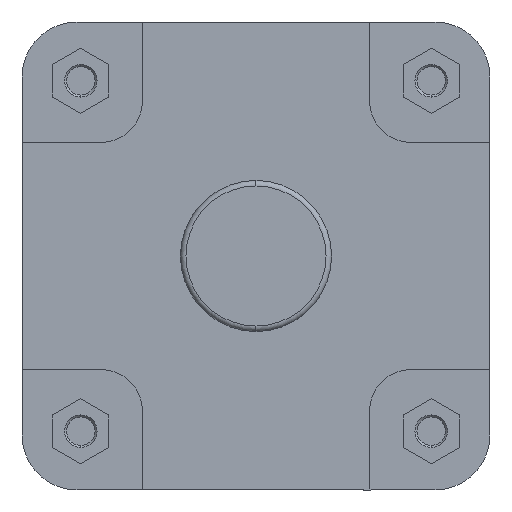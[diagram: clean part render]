
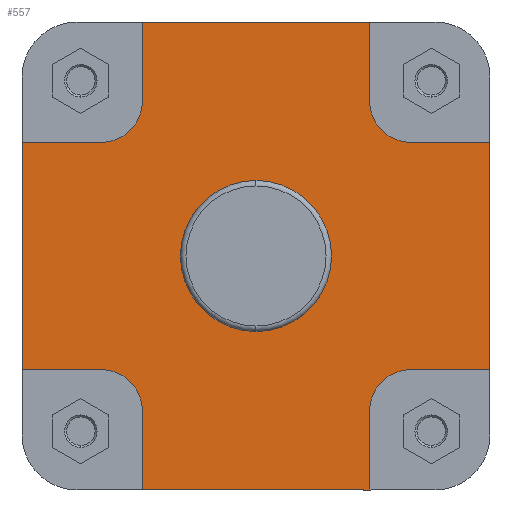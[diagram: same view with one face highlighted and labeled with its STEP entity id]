
A CAD part, left-side view. The second image highlights one B-rep face of the part: STEP entity #557.
In plain terms, the highlighted planar face has unit normal (-1, 0, 0).
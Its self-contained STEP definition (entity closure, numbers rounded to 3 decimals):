
#180 = EDGE_CURVE ( 'NONE', #1977, #1979, #4615, .T. ) ;
#228 = EDGE_CURVE ( 'NONE', #1979, #1977, #4698, .T. ) ;
#246 = EDGE_CURVE ( 'NONE', #2083, #2081, #4725, .T. ) ;
#247 = EDGE_CURVE ( 'NONE', #2085, #2083, #4724, .T. ) ;
#248 = EDGE_CURVE ( 'NONE', #2078, #2080, #4720, .T. ) ;
#249 = EDGE_CURVE ( 'NONE', #2081, #2080, #4713, .T. ) ;
#250 = EDGE_CURVE ( 'NONE', #2085, #2087, #4722, .T. ) ;
#251 = EDGE_CURVE ( 'NONE', #2088, #2087, #4731, .T. ) ;
#252 = EDGE_CURVE ( 'NONE', #2090, #2088, #4735, .T. ) ;
#253 = EDGE_CURVE ( 'NONE', #2092, #2090, #4734, .T. ) ;
#254 = EDGE_CURVE ( 'NONE', #2094, #2092, #4733, .T. ) ;
#255 = EDGE_CURVE ( 'NONE', #2095, #2094, #4738, .T. ) ;
#256 = EDGE_CURVE ( 'NONE', #2097, #2095, #4742, .T. ) ;
#257 = EDGE_CURVE ( 'NONE', #2099, #2097, #4741, .T. ) ;
#258 = EDGE_CURVE ( 'NONE', #2100, #2099, #4740, .T. ) ;
#259 = EDGE_CURVE ( 'NONE', #2101, #2100, #4745, .T. ) ;
#260 = EDGE_CURVE ( 'NONE', #2103, #2101, #4750, .T. ) ;
#261 = EDGE_CURVE ( 'NONE', #2078, #2103, #4749, .T. ) ;
#557 = ADVANCED_FACE ( 'NONE', ( #1143, #1141 ), #5844, .F. ) ;
#692 = ORIENTED_EDGE ( 'NONE', *, *, #261, .F. ) ;
#741 = ORIENTED_EDGE ( 'NONE', *, *, #260, .F. ) ;
#742 = ORIENTED_EDGE ( 'NONE', *, *, #259, .F. ) ;
#743 = ORIENTED_EDGE ( 'NONE', *, *, #258, .F. ) ;
#744 = ORIENTED_EDGE ( 'NONE', *, *, #257, .F. ) ;
#745 = ORIENTED_EDGE ( 'NONE', *, *, #256, .F. ) ;
#746 = ORIENTED_EDGE ( 'NONE', *, *, #255, .F. ) ;
#747 = ORIENTED_EDGE ( 'NONE', *, *, #254, .F. ) ;
#748 = ORIENTED_EDGE ( 'NONE', *, *, #253, .F. ) ;
#749 = ORIENTED_EDGE ( 'NONE', *, *, #252, .F. ) ;
#750 = ORIENTED_EDGE ( 'NONE', *, *, #251, .F. ) ;
#751 = ORIENTED_EDGE ( 'NONE', *, *, #250, .T. ) ;
#752 = ORIENTED_EDGE ( 'NONE', *, *, #247, .F. ) ;
#753 = ORIENTED_EDGE ( 'NONE', *, *, #246, .F. ) ;
#754 = ORIENTED_EDGE ( 'NONE', *, *, #249, .F. ) ;
#755 = ORIENTED_EDGE ( 'NONE', *, *, #248, .T. ) ;
#756 = ORIENTED_EDGE ( 'NONE', *, *, #228, .F. ) ;
#757 = ORIENTED_EDGE ( 'NONE', *, *, #180, .F. ) ;
#1141 = FACE_OUTER_BOUND ( 'NONE', #4324, .T. ) ;
#1143 = FACE_BOUND ( 'NONE', #4315, .T. ) ;
#1977 = VERTEX_POINT ( 'NONE', #6054 ) ;
#1979 = VERTEX_POINT ( 'NONE', #6055 ) ;
#2078 = VERTEX_POINT ( 'NONE', #6112 ) ;
#2080 = VERTEX_POINT ( 'NONE', #6113 ) ;
#2081 = VERTEX_POINT ( 'NONE', #6114 ) ;
#2083 = VERTEX_POINT ( 'NONE', #6115 ) ;
#2085 = VERTEX_POINT ( 'NONE', #6116 ) ;
#2087 = VERTEX_POINT ( 'NONE', #6117 ) ;
#2088 = VERTEX_POINT ( 'NONE', #6118 ) ;
#2090 = VERTEX_POINT ( 'NONE', #6119 ) ;
#2092 = VERTEX_POINT ( 'NONE', #6120 ) ;
#2094 = VERTEX_POINT ( 'NONE', #6121 ) ;
#2095 = VERTEX_POINT ( 'NONE', #6122 ) ;
#2097 = VERTEX_POINT ( 'NONE', #6123 ) ;
#2099 = VERTEX_POINT ( 'NONE', #6124 ) ;
#2100 = VERTEX_POINT ( 'NONE', #6125 ) ;
#2101 = VERTEX_POINT ( 'NONE', #6126 ) ;
#2103 = VERTEX_POINT ( 'NONE', #6127 ) ;
#2915 = CARTESIAN_POINT ( 'NONE',  ( 16., 0., 0. ) ) ;
#2924 = DIRECTION ( 'NONE',  ( -1., 0., 0. ) ) ;
#2926 = DIRECTION ( 'NONE',  ( 0., 0., 1. ) ) ;
#3144 = CARTESIAN_POINT ( 'NONE',  ( 16., 0., 0. ) ) ;
#3156 = DIRECTION ( 'NONE',  ( -1., 0., 0. ) ) ;
#3158 = DIRECTION ( 'NONE',  ( 0., 0., 1. ) ) ;
#3222 = CARTESIAN_POINT ( 'NONE',  ( 16., -112.5, -112.5 ) ) ;
#3226 = CARTESIAN_POINT ( 'NONE',  ( 16., -112.5, -82.5 ) ) ;
#3229 = DIRECTION ( 'NONE',  ( -1., 0., 0. ) ) ;
#3230 = DIRECTION ( 'NONE',  ( 0., -1., 0. ) ) ;
#3231 = CARTESIAN_POINT ( 'NONE',  ( 16., -374.141, -170. ) ) ;
#3232 = DIRECTION ( 'NONE',  ( 0., 1., 0. ) ) ;
#3233 = CARTESIAN_POINT ( 'NONE',  ( 16., -82.5, -170. ) ) ;
#3234 = DIRECTION ( 'NONE',  ( 0., -1., 0. ) ) ;
#3235 = CARTESIAN_POINT ( 'NONE',  ( 16., -170., 0. ) ) ;
#3236 = DIRECTION ( 'NONE',  ( 0., 0., -1. ) ) ;
#3237 = DIRECTION ( 'NONE',  ( 0., 0., 1. ) ) ;
#3238 = CARTESIAN_POINT ( 'NONE',  ( 16., -82.5, 112.5 ) ) ;
#3239 = CARTESIAN_POINT ( 'NONE',  ( 16., -170., 82.5 ) ) ;
#3240 = DIRECTION ( 'NONE',  ( 0., -1., 0. ) ) ;
#3241 = CARTESIAN_POINT ( 'NONE',  ( 16., -112.5, 112.5 ) ) ;
#3242 = DIRECTION ( 'NONE',  ( -1., 0., 0. ) ) ;
#3243 = DIRECTION ( 'NONE',  ( 0., 0., 1. ) ) ;
#3244 = CARTESIAN_POINT ( 'NONE',  ( 16., -374.141, 170. ) ) ;
#3245 = DIRECTION ( 'NONE',  ( 0., 0., -1. ) ) ;
#3246 = DIRECTION ( 'NONE',  ( 0., -1., 0. ) ) ;
#3247 = CARTESIAN_POINT ( 'NONE',  ( 16., 112.5, 82.5 ) ) ;
#3248 = CARTESIAN_POINT ( 'NONE',  ( 16., 82.5, 170. ) ) ;
#3249 = DIRECTION ( 'NONE',  ( 0., 0., 1. ) ) ;
#3250 = CARTESIAN_POINT ( 'NONE',  ( 16., 112.5, 112.5 ) ) ;
#3251 = DIRECTION ( 'NONE',  ( -1., 0., 0. ) ) ;
#3252 = DIRECTION ( 'NONE',  ( 0., 1., 0. ) ) ;
#3253 = CARTESIAN_POINT ( 'NONE',  ( 16., 170., 0. ) ) ;
#3254 = DIRECTION ( 'NONE',  ( 0., -1., 0. ) ) ;
#3255 = DIRECTION ( 'NONE',  ( 0., 0., 1. ) ) ;
#3256 = CARTESIAN_POINT ( 'NONE',  ( 16., 82.5, -112.5 ) ) ;
#3257 = CARTESIAN_POINT ( 'NONE',  ( 16., 170., -82.5 ) ) ;
#3258 = DIRECTION ( 'NONE',  ( 0., 1., 0. ) ) ;
#3259 = CARTESIAN_POINT ( 'NONE',  ( 16., 112.5, -112.5 ) ) ;
#3260 = DIRECTION ( 'NONE',  ( -1., 0., 0. ) ) ;
#3261 = DIRECTION ( 'NONE',  ( 0., 0., -1. ) ) ;
#3264 = DIRECTION ( 'NONE',  ( 0., 0., 1. ) ) ;
#4315 = EDGE_LOOP ( 'NONE', ( #757, #756 ) ) ;
#4324 = EDGE_LOOP ( 'NONE', ( #755, #754, #753, #752, #751, #750, #749, #748, #747, #746, #745, #744, #743, #742, #741, #692 ) ) ;
#4615 = CIRCLE ( 'NONE', #6708, 54.9 ) ;
#4698 = CIRCLE ( 'NONE', #6720, 54.9 ) ;
#4713 = LINE ( 'NONE', #3233, #4727 ) ;
#4720 = LINE ( 'NONE', #3231, #4726 ) ;
#4721 = VECTOR ( 'NONE', #3232, 1000. ) ;
#4722 = LINE ( 'NONE', #3235, #4729 ) ;
#4724 = LINE ( 'NONE', #3226, #4721 ) ;
#4725 = CIRCLE ( 'NONE', #6733, 30. ) ;
#4726 = VECTOR ( 'NONE', #3234, 1000. ) ;
#4727 = VECTOR ( 'NONE', #3236, 1000. ) ;
#4729 = VECTOR ( 'NONE', #3237, 1000. ) ;
#4730 = VECTOR ( 'NONE', #3245, 1000. ) ;
#4731 = LINE ( 'NONE', #3239, #4732 ) ;
#4732 = VECTOR ( 'NONE', #3240, 1000. ) ;
#4733 = LINE ( 'NONE', #3244, #4736 ) ;
#4734 = LINE ( 'NONE', #3238, #4730 ) ;
#4735 = CIRCLE ( 'NONE', #6735, 30. ) ;
#4736 = VECTOR ( 'NONE', #3246, 1000. ) ;
#4737 = VECTOR ( 'NONE', #3254, 1000. ) ;
#4738 = LINE ( 'NONE', #3248, #4739 ) ;
#4739 = VECTOR ( 'NONE', #3249, 1000. ) ;
#4740 = LINE ( 'NONE', #3253, #4743 ) ;
#4741 = LINE ( 'NONE', #3247, #4737 ) ;
#4742 = CIRCLE ( 'NONE', #6737, 30. ) ;
#4743 = VECTOR ( 'NONE', #3255, 1000. ) ;
#4744 = VECTOR ( 'NONE', #3264, 1000. ) ;
#4745 = LINE ( 'NONE', #3257, #4746 ) ;
#4746 = VECTOR ( 'NONE', #3258, 1000. ) ;
#4749 = LINE ( 'NONE', #3256, #4744 ) ;
#4750 = CIRCLE ( 'NONE', #6738, 30. ) ;
#5836 = CARTESIAN_POINT ( 'NONE',  ( 16., 54.9, 0. ) ) ;
#5844 = PLANE ( 'NONE',  #6992 ) ;
#5845 = DIRECTION ( 'NONE',  ( 1., 0., 0. ) ) ;
#5846 = DIRECTION ( 'NONE',  ( 0., 0., -1. ) ) ;
#6054 = CARTESIAN_POINT ( 'NONE',  ( 16., 0., 54.9 ) ) ;
#6055 = CARTESIAN_POINT ( 'NONE',  ( 16., 0., -54.9 ) ) ;
#6112 = CARTESIAN_POINT ( 'NONE',  ( 16., 82.5, -170. ) ) ;
#6113 = CARTESIAN_POINT ( 'NONE',  ( 16., -82.5, -170. ) ) ;
#6114 = CARTESIAN_POINT ( 'NONE',  ( 16., -82.5, -112.5 ) ) ;
#6115 = CARTESIAN_POINT ( 'NONE',  ( 16., -112.5, -82.5 ) ) ;
#6116 = CARTESIAN_POINT ( 'NONE',  ( 16., -170., -82.5 ) ) ;
#6117 = CARTESIAN_POINT ( 'NONE',  ( 16., -170., 82.5 ) ) ;
#6118 = CARTESIAN_POINT ( 'NONE',  ( 16., -112.5, 82.5 ) ) ;
#6119 = CARTESIAN_POINT ( 'NONE',  ( 16., -82.5, 112.5 ) ) ;
#6120 = CARTESIAN_POINT ( 'NONE',  ( 16., -82.5, 170. ) ) ;
#6121 = CARTESIAN_POINT ( 'NONE',  ( 16., 82.5, 170. ) ) ;
#6122 = CARTESIAN_POINT ( 'NONE',  ( 16., 82.5, 112.5 ) ) ;
#6123 = CARTESIAN_POINT ( 'NONE',  ( 16., 112.5, 82.5 ) ) ;
#6124 = CARTESIAN_POINT ( 'NONE',  ( 16., 170., 82.5 ) ) ;
#6125 = CARTESIAN_POINT ( 'NONE',  ( 16., 170., -82.5 ) ) ;
#6126 = CARTESIAN_POINT ( 'NONE',  ( 16., 112.5, -82.5 ) ) ;
#6127 = CARTESIAN_POINT ( 'NONE',  ( 16., 82.5, -112.5 ) ) ;
#6708 = AXIS2_PLACEMENT_3D ( 'NONE', #2915, #2924, #2926 ) ;
#6720 = AXIS2_PLACEMENT_3D ( 'NONE', #3144, #3156, #3158 ) ;
#6733 = AXIS2_PLACEMENT_3D ( 'NONE', #3222, #3229, #3230 ) ;
#6735 = AXIS2_PLACEMENT_3D ( 'NONE', #3241, #3242, #3243 ) ;
#6737 = AXIS2_PLACEMENT_3D ( 'NONE', #3250, #3251, #3252 ) ;
#6738 = AXIS2_PLACEMENT_3D ( 'NONE', #3259, #3260, #3261 ) ;
#6992 = AXIS2_PLACEMENT_3D ( 'NONE', #5836, #5845, #5846 ) ;
